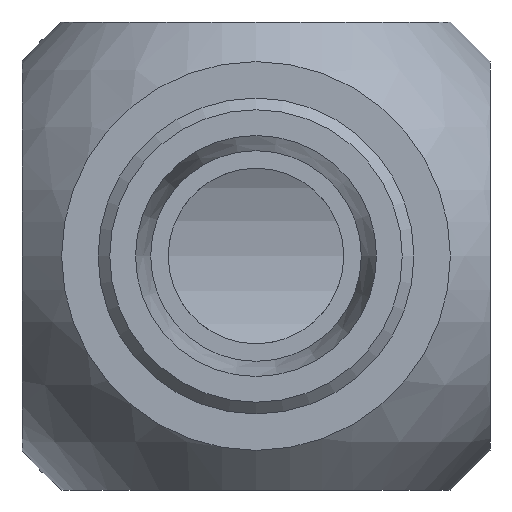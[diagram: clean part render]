
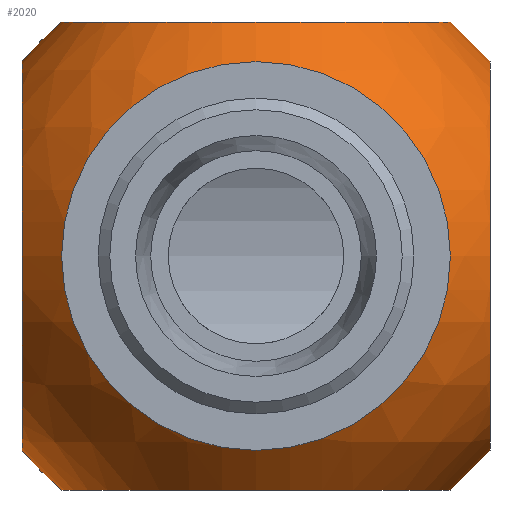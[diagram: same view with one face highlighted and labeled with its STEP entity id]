
A CAD part, left-side view. The second image highlights one B-rep face of the part: STEP entity #2020.
In plain terms, the highlighted spherical face has radius 26 mm.
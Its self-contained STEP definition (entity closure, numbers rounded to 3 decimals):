
#1942=CARTESIAN_POINT('',(-20.0,0.,16.613));
#1943=VERTEX_POINT('',#1942);
#1944=CARTESIAN_POINT('',(-20.0,0.0,0.0));
#1945=DIRECTION('',(-1.0,0.0,0.0));
#1946=DIRECTION('',(0.0,0.0,-1.0));
#1947=AXIS2_PLACEMENT_3D('',#1944,#1945,#1946);
#1948=CIRCLE('',#1947,16.613);
#1949=EDGE_CURVE('',#1943,#1943,#1948,.T.);
#1957=CARTESIAN_POINT('',(0.0,0.0,0.0));
#1958=DIRECTION('',(0.0,0.0,1.0));
#1959=DIRECTION('',(1.0,0.0,0.0));
#1960=AXIS2_PLACEMENT_3D('',#1957,#1958,#1959);
#1961=SPHERICAL_SURFACE('',#1960,26.0);
#1962=CARTESIAN_POINT('',(0.,16.613,-20.0));
#1963=VERTEX_POINT('',#1962);
#1964=CARTESIAN_POINT('',(0.0,0.0,-20.0));
#1965=DIRECTION('',(0.0,0.0,-1.0));
#1966=DIRECTION('',(0.0,-1.0,0.0));
#1967=AXIS2_PLACEMENT_3D('',#1964,#1965,#1966);
#1968=CIRCLE('',#1967,16.613);
#1969=EDGE_CURVE('',#1963,#1963,#1968,.T.);
#1970=ORIENTED_EDGE('',*,*,#1969,.F.);
#1971=EDGE_LOOP('',(#1970));
#1972=FACE_OUTER_BOUND('',#1971,.T.);
#1973=CARTESIAN_POINT('',(20.0,0.,-16.613));
#1974=VERTEX_POINT('',#1973);
#1975=CARTESIAN_POINT('',(20.0,0.0,0.0));
#1976=DIRECTION('',(1.0,0.0,0.0));
#1977=DIRECTION('',(0.0,0.0,1.0));
#1978=AXIS2_PLACEMENT_3D('',#1975,#1976,#1977);
#1979=CIRCLE('',#1978,16.613);
#1980=EDGE_CURVE('',#1974,#1974,#1979,.T.);
#1981=ORIENTED_EDGE('',*,*,#1980,.F.);
#1982=EDGE_LOOP('',(#1981));
#1983=FACE_BOUND('',#1982,.T.);
#1984=CARTESIAN_POINT('',(0.,-20.0,-16.613));
#1985=VERTEX_POINT('',#1984);
#1986=CARTESIAN_POINT('',(0.0,-20.0,0.0));
#1987=DIRECTION('',(0.0,-1.0,0.0));
#1988=DIRECTION('',(0.0,0.0,1.0));
#1989=AXIS2_PLACEMENT_3D('',#1986,#1987,#1988);
#1990=CIRCLE('',#1989,16.613);
#1991=EDGE_CURVE('',#1985,#1985,#1990,.T.);
#1992=ORIENTED_EDGE('',*,*,#1991,.F.);
#1993=EDGE_LOOP('',(#1992));
#1994=FACE_BOUND('',#1993,.T.);
#1995=ORIENTED_EDGE('',*,*,#1949,.F.);
#1996=EDGE_LOOP('',(#1995));
#1997=FACE_BOUND('',#1996,.T.);
#1998=CARTESIAN_POINT('',(0.,20.0,16.613));
#1999=VERTEX_POINT('',#1998);
#2000=CARTESIAN_POINT('',(0.0,20.0,0.0));
#2001=DIRECTION('',(0.0,1.0,0.0));
#2002=DIRECTION('',(0.0,0.0,-1.0));
#2003=AXIS2_PLACEMENT_3D('',#2000,#2001,#2002);
#2004=CIRCLE('',#2003,16.613);
#2005=EDGE_CURVE('',#1999,#1999,#2004,.T.);
#2006=ORIENTED_EDGE('',*,*,#2005,.F.);
#2007=EDGE_LOOP('',(#2006));
#2008=FACE_BOUND('',#2007,.T.);
#2009=CARTESIAN_POINT('',(0.,-16.613,20.0));
#2010=VERTEX_POINT('',#2009);
#2011=CARTESIAN_POINT('',(0.0,0.0,20.0));
#2012=DIRECTION('',(0.0,0.0,1.0));
#2013=DIRECTION('',(0.0,1.0,0.0));
#2014=AXIS2_PLACEMENT_3D('',#2011,#2012,#2013);
#2015=CIRCLE('',#2014,16.613);
#2016=EDGE_CURVE('',#2010,#2010,#2015,.T.);
#2017=ORIENTED_EDGE('',*,*,#2016,.F.);
#2018=EDGE_LOOP('',(#2017));
#2019=FACE_BOUND('',#2018,.T.);
#2020=ADVANCED_FACE('',(#1972,#1983,#1994,#1997,#2008,#2019),#1961,.T.);
